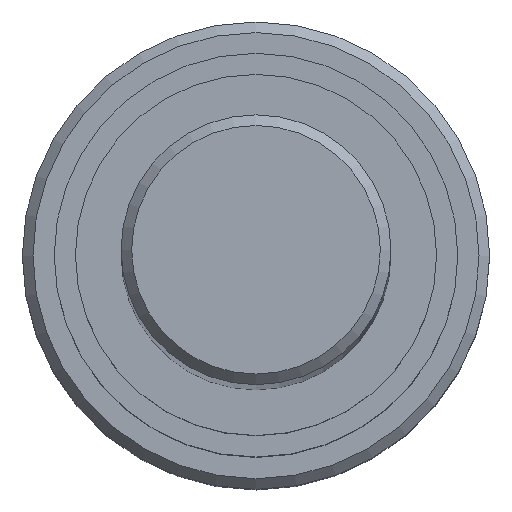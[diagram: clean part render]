
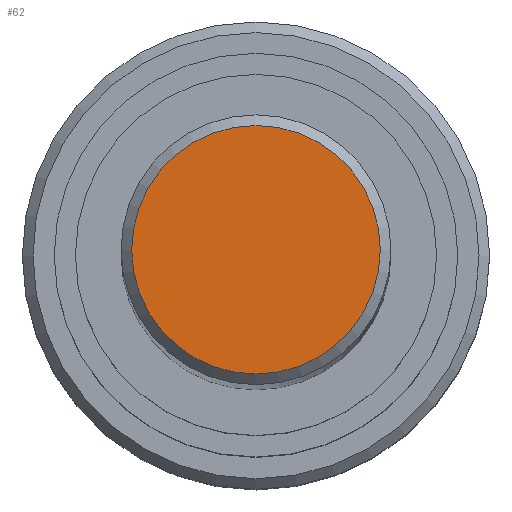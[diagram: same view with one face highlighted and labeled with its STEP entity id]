
A CAD part, top view. The second image highlights one B-rep face of the part: STEP entity #62.
In plain terms, the highlighted planar face has unit normal (0, 0, 1).
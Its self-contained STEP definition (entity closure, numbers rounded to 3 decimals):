
#62=ADVANCED_FACE('',(#79),#74,.F.);
#74=PLANE('',#198);
#79=FACE_OUTER_BOUND('',#81,.T.);
#81=EDGE_LOOP('',(#103));
#103=ORIENTED_EDGE('',*,*,#136,.T.);
#125=VERTEX_POINT('',#285);
#136=EDGE_CURVE('',#125,#125,#147,.T.);
#147=CIRCLE('',#197,5.85);
#197=AXIS2_PLACEMENT_3D('',#284,#230,#231);
#198=AXIS2_PLACEMENT_3D('',#286,#232,#233);
#230=DIRECTION('',(0.,0.,1.));
#231=DIRECTION('',(0.,-1.,0.));
#232=DIRECTION('',(0.,0.,-1.));
#233=DIRECTION('',(0.,1.,0.));
#284=CARTESIAN_POINT('',(0.,0.,0.));
#285=CARTESIAN_POINT('',(0.,-5.85,0.));
#286=CARTESIAN_POINT('',(0.,5.85,0.));
